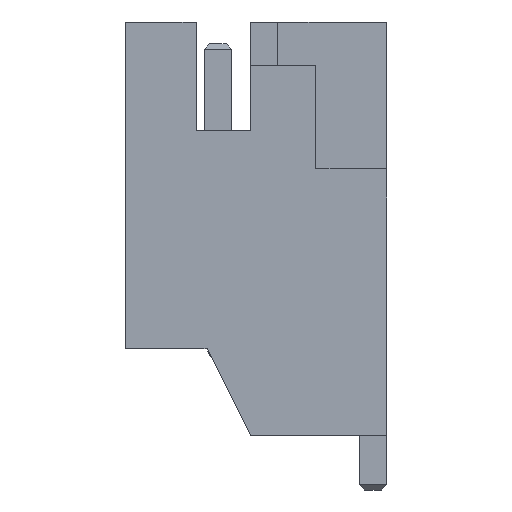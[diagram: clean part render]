
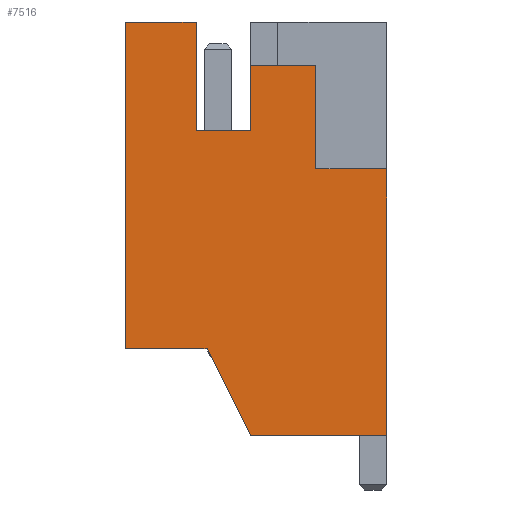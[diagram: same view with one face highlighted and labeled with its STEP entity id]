
A CAD part, left-side view. The second image highlights one B-rep face of the part: STEP entity #7516.
In plain terms, the highlighted planar face has unit normal (-1, 0, 0).
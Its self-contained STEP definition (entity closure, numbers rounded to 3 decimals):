
#230=FACE_OUTER_BOUND('',#656,.T.);
#656=EDGE_LOOP('',(#5023,#5024,#5025,#5026,#5027,#5028,#5029,#5030,#5031,
#5032,#5033,#5034));
#1089=LINE('',#10523,#2097);
#1093=LINE('',#10530,#2101);
#1099=LINE('',#10544,#2107);
#1124=LINE('',#10593,#2132);
#1150=LINE('',#10645,#2158);
#1156=LINE('',#10656,#2164);
#1158=LINE('',#10660,#2166);
#1160=LINE('',#10663,#2168);
#1161=LINE('',#10667,#2169);
#1162=LINE('',#10669,#2170);
#1163=LINE('',#10671,#2171);
#1164=LINE('',#10672,#2172);
#2097=VECTOR('',#8467,10.);
#2101=VECTOR('',#8473,10.);
#2107=VECTOR('',#8483,10.);
#2132=VECTOR('',#8518,10.);
#2158=VECTOR('',#8556,10.);
#2164=VECTOR('',#8564,10.);
#2166=VECTOR('',#8568,10.);
#2168=VECTOR('',#8572,10.);
#2169=VECTOR('',#8577,10.);
#2170=VECTOR('',#8578,10.);
#2171=VECTOR('',#8579,10.);
#2172=VECTOR('',#8580,10.);
#3105=VERTEX_POINT('',#10520);
#3106=VERTEX_POINT('',#10522);
#3108=VERTEX_POINT('',#10528);
#3114=VERTEX_POINT('',#10543);
#3133=VERTEX_POINT('',#10591);
#3152=VERTEX_POINT('',#10642);
#3153=VERTEX_POINT('',#10644);
#3157=VERTEX_POINT('',#10654);
#3158=VERTEX_POINT('',#10658);
#3159=VERTEX_POINT('',#10666);
#3160=VERTEX_POINT('',#10668);
#3161=VERTEX_POINT('',#10670);
#3809=EDGE_CURVE('',#3106,#3105,#1089,.T.);
#3813=EDGE_CURVE('',#3105,#3108,#1093,.T.);
#3819=EDGE_CURVE('',#3114,#3106,#1099,.T.);
#3844=EDGE_CURVE('',#3108,#3133,#1124,.T.);
#3870=EDGE_CURVE('',#3153,#3152,#1150,.T.);
#3876=EDGE_CURVE('',#3152,#3157,#1156,.T.);
#3878=EDGE_CURVE('',#3157,#3158,#1158,.T.);
#3880=EDGE_CURVE('',#3158,#3114,#1160,.T.);
#3881=EDGE_CURVE('',#3133,#3159,#1161,.T.);
#3882=EDGE_CURVE('',#3159,#3160,#1162,.T.);
#3883=EDGE_CURVE('',#3160,#3161,#1163,.T.);
#3884=EDGE_CURVE('',#3161,#3153,#1164,.T.);
#5023=ORIENTED_EDGE('',*,*,#3813,.T.);
#5024=ORIENTED_EDGE('',*,*,#3844,.T.);
#5025=ORIENTED_EDGE('',*,*,#3881,.T.);
#5026=ORIENTED_EDGE('',*,*,#3882,.T.);
#5027=ORIENTED_EDGE('',*,*,#3883,.T.);
#5028=ORIENTED_EDGE('',*,*,#3884,.T.);
#5029=ORIENTED_EDGE('',*,*,#3870,.T.);
#5030=ORIENTED_EDGE('',*,*,#3876,.T.);
#5031=ORIENTED_EDGE('',*,*,#3878,.T.);
#5032=ORIENTED_EDGE('',*,*,#3880,.T.);
#5033=ORIENTED_EDGE('',*,*,#3819,.T.);
#5034=ORIENTED_EDGE('',*,*,#3809,.T.);
#7138=PLANE('',#7958);
#7516=ADVANCED_FACE('',(#230),#7138,.T.);
#7958=AXIS2_PLACEMENT_3D('',#10665,#8575,#8576);
#8467=DIRECTION('',(0.,1.,0.));
#8473=DIRECTION('',(0.,0.,1.));
#8483=DIRECTION('',(0.,0.,-1.));
#8518=DIRECTION('',(0.,1.,0.));
#8556=DIRECTION('',(0.,0.,1.));
#8564=DIRECTION('',(0.,1.,0.));
#8568=DIRECTION('',(0.,0.,1.));
#8572=DIRECTION('',(0.,1.,0.));
#8575=DIRECTION('center_axis',(-1.,0.,0.));
#8576=DIRECTION('ref_axis',(0.,0.,1.));
#8577=DIRECTION('',(0.,0.,-1.));
#8578=DIRECTION('',(0.,-1.,0.));
#8579=DIRECTION('',(0.,-0.447,-0.894));
#8580=DIRECTION('',(0.,-1.,0.));
#10520=CARTESIAN_POINT('',(-13.95,3.5,-2.));
#10522=CARTESIAN_POINT('',(-13.95,2.5,-2.));
#10523=CARTESIAN_POINT('',(-13.95,2.95,-2.));
#10528=CARTESIAN_POINT('',(-13.95,3.5,0.));
#10530=CARTESIAN_POINT('',(-13.95,3.5,-1.5));
#10543=CARTESIAN_POINT('',(-13.95,2.5,-0.8));
#10544=CARTESIAN_POINT('',(-13.95,2.5,-2.5));
#10591=CARTESIAN_POINT('',(-13.95,4.8,0.));
#10593=CARTESIAN_POINT('',(-13.95,0.,0.));
#10642=CARTESIAN_POINT('',(-13.95,0.,-2.7));
#10644=CARTESIAN_POINT('',(-13.95,0.,-7.6));
#10645=CARTESIAN_POINT('',(-13.95,0.,-7.6));
#10654=CARTESIAN_POINT('',(-13.95,1.3,-2.7));
#10656=CARTESIAN_POINT('',(-13.95,1.85,-2.7));
#10658=CARTESIAN_POINT('',(-13.95,1.3,-0.8));
#10660=CARTESIAN_POINT('',(-13.95,1.3,-1.9));
#10663=CARTESIAN_POINT('',(-13.95,2.45,-0.8));
#10665=CARTESIAN_POINT('Origin',(-13.95,2.4,-3.));
#10666=CARTESIAN_POINT('',(-13.95,4.8,-6.));
#10667=CARTESIAN_POINT('',(-13.95,4.8,0.));
#10668=CARTESIAN_POINT('',(-13.95,3.3,-6.));
#10669=CARTESIAN_POINT('',(-13.95,4.8,-6.));
#10670=CARTESIAN_POINT('',(-13.95,2.5,-7.6));
#10671=CARTESIAN_POINT('',(-13.95,3.3,-6.));
#10672=CARTESIAN_POINT('',(-13.95,2.5,-7.6));
